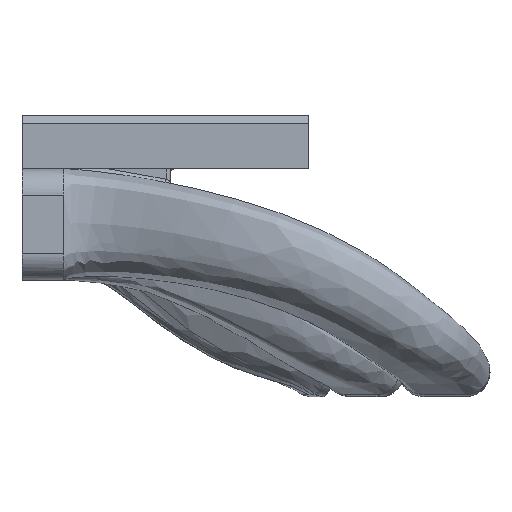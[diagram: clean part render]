
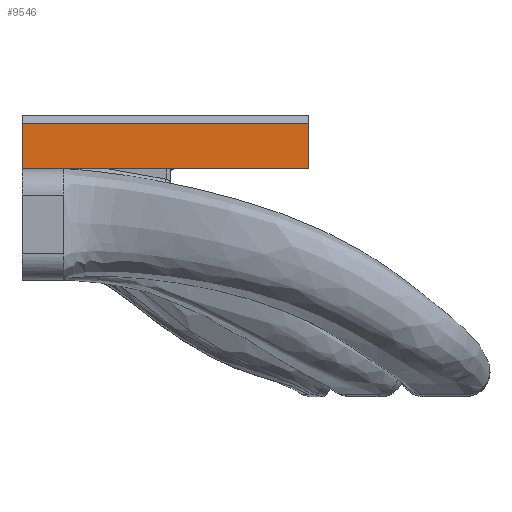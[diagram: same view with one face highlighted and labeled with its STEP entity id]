
A CAD part, left-side view. The second image highlights one B-rep face of the part: STEP entity #9546.
In plain terms, the highlighted planar face has unit normal (-1, 0, 0).
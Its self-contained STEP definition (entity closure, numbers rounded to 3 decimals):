
#395=PLANE('',#10148);
#675=FACE_OUTER_BOUND('',#1226,.T.);
#1226=EDGE_LOOP('',(#7256,#7257,#7258,#7259,#7260));
#1720=LINE('',#17743,#2285);
#1773=LINE('',#19612,#2338);
#1809=LINE('',#20339,#2374);
#1825=LINE('',#20446,#2390);
#1852=LINE('',#21332,#2417);
#2285=VECTOR('',#10978,10.);
#2338=VECTOR('',#11187,10.);
#2374=VECTOR('',#11327,10.);
#2390=VECTOR('',#11355,10.);
#2417=VECTOR('',#11450,10.);
#3819=VERTEX_POINT('',#17672);
#3833=VERTEX_POINT('',#17741);
#3944=VERTEX_POINT('',#19610);
#3983=VERTEX_POINT('',#20337);
#4004=VERTEX_POINT('',#20444);
#4907=EDGE_CURVE('',#3819,#3833,#1720,.T.);
#5070=EDGE_CURVE('',#3944,#3833,#1773,.T.);
#5148=EDGE_CURVE('',#3983,#3944,#1809,.T.);
#5176=EDGE_CURVE('',#4004,#3983,#1825,.T.);
#5248=EDGE_CURVE('',#3819,#4004,#1852,.T.);
#7256=ORIENTED_EDGE('',*,*,#5148,.F.);
#7257=ORIENTED_EDGE('',*,*,#5176,.F.);
#7258=ORIENTED_EDGE('',*,*,#5248,.F.);
#7259=ORIENTED_EDGE('',*,*,#4907,.T.);
#7260=ORIENTED_EDGE('',*,*,#5070,.F.);
#9546=ADVANCED_FACE('',(#675),#395,.T.);
#10148=AXIS2_PLACEMENT_3D('',#21331,#11448,#11449);
#10978=DIRECTION('',(0.,-1.,0.));
#11187=DIRECTION('',(0.,0.,-1.));
#11327=DIRECTION('',(0.,-1.,0.));
#11355=DIRECTION('',(0.,0.,1.));
#11448=DIRECTION('center_axis',(-1.,0.,0.));
#11449=DIRECTION('ref_axis',(0.,0.,-1.));
#11450=DIRECTION('',(0.,1.,0.));
#17672=CARTESIAN_POINT('',(-22.,43.469,28.5));
#17741=CARTESIAN_POINT('',(-22.,16.5,28.5));
#17743=CARTESIAN_POINT('',(-22.,51.3,28.5));
#19610=CARTESIAN_POINT('',(-22.,16.5,34.));
#19612=CARTESIAN_POINT('',(-22.,16.5,28.5));
#20337=CARTESIAN_POINT('',(-22.,51.3,34.));
#20339=CARTESIAN_POINT('',(-22.,51.3,34.));
#20444=CARTESIAN_POINT('',(-22.,51.3,28.5));
#20446=CARTESIAN_POINT('',(-22.,51.3,28.5));
#21331=CARTESIAN_POINT('Origin',(-22.,51.3,35.));
#21332=CARTESIAN_POINT('',(-22.,51.3,28.5));
